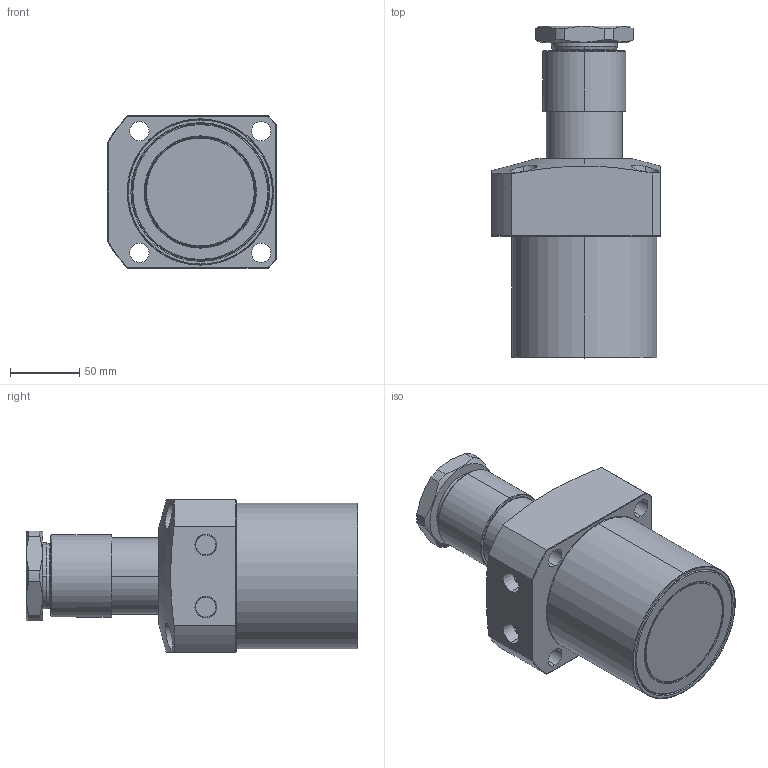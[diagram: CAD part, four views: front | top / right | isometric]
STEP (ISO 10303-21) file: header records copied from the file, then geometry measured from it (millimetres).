
FILE_DESCRIPTION (( 'STEP AP203' ), '1' );
FILE_NAME ('LHA1050-SL.STEP', '2019-09-24T02:21:23', ( '微软用户' ), ( '微软中国' ), 'SwSTEP 2.0', 'SolidWorks 2012', '' );
FILE_SCHEMA (( 'CONFIG_CONTROL_DESIGN' ));
Length unit declared in the file: millimetre
Products named in the file (6): LHA1050-SL; LHA1050-簸忣諍匏_; LHA1050-ů_; LHA1050-楓羔_蹬怮椔); LHA1050-咂衝椳紕_蹬怮椔); LHA1050-槭暌滀S(蹬怮椔)
Assembly tree (5 placements, depth 2):
  LHA1050-SL
    LHA1050-槭暌滀S(蹬怮椔)
    LHA1050-咂衝椳紕_蹬怮椔)
    LHA1050-楓羔_蹬怮椔)
    LHA1050-ů_
    LHA1050-簸忣諍匏_
Bounding box: 122 x 240 x 110 mm (x, y, z)
Volume: 1667549.8 mm3; surface area: 147145.1 mm2
Topology: 5 solids, 6 shells, 183 faces, 443 edges, 285 vertices
Faces by surface type: cylinder 66, plane 59, cone 38, bspline 20
Entity records: 7406 total; most frequent: CARTESIAN_POINT 2592, ORIENTED_EDGE 884, DIRECTION 876, EDGE_CURVE 442, AXIS2_PLACEMENT_3D 360, VERTEX_POINT 285, EDGE_LOOP 207, CIRCLE 189
